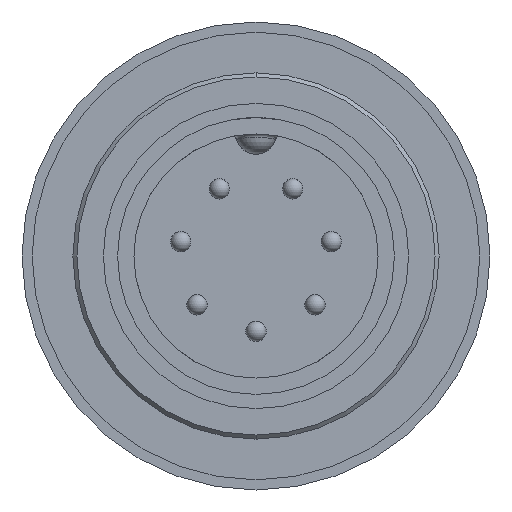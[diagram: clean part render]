
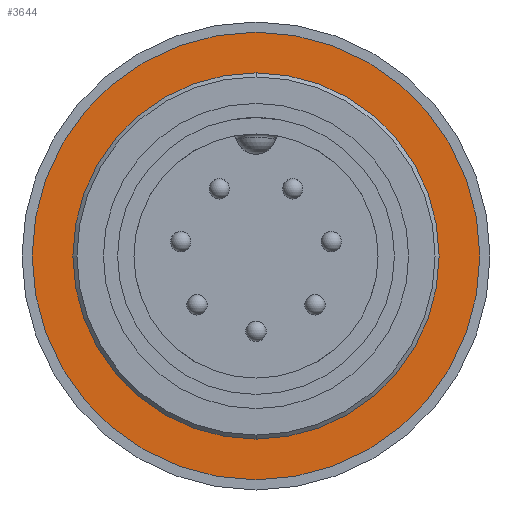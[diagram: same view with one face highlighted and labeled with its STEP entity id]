
A CAD part, front view. The second image highlights one B-rep face of the part: STEP entity #3644.
In plain terms, the highlighted planar face has unit normal (0, -1, 0).
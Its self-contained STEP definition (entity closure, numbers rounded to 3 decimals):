
#91=CARTESIAN_POINT('',(0.0,8.,5.5));
#92=VERTEX_POINT('',#91);
#101=CARTESIAN_POINT('',(0.,8.,-5.5));
#102=VERTEX_POINT('',#101);
#103=CARTESIAN_POINT('',(0.0,8.,0.));
#104=DIRECTION('',(0.0,1.0,0.0));
#105=DIRECTION('',(0.0,0.0,1.0));
#106=AXIS2_PLACEMENT_3D('',#103,#104,#105);
#107=CIRCLE('',#106,5.5);
#108=EDGE_CURVE('',#92,#102,#107,.T.);
#135=CARTESIAN_POINT('',(0.0,8.,4.));
#136=VERTEX_POINT('',#135);
#152=CARTESIAN_POINT('',(0.,8.,-4.));
#153=VERTEX_POINT('',#152);
#160=CARTESIAN_POINT('',(0.0,8.,0.));
#161=DIRECTION('',(0.0,1.0,0.0));
#162=DIRECTION('',(0.0,0.0,1.0));
#163=AXIS2_PLACEMENT_3D('',#160,#161,#162);
#164=CIRCLE('',#163,4.0);
#165=EDGE_CURVE('',#136,#153,#164,.T.);
#3613=CARTESIAN_POINT('',(0.0,8.,0.));
#3614=DIRECTION('',(0.0,1.0,0.0));
#3615=DIRECTION('',(0.0,0.0,1.0));
#3616=AXIS2_PLACEMENT_3D('',#3613,#3614,#3615);
#3617=CIRCLE('',#3616,4.0);
#3618=EDGE_CURVE('',#153,#136,#3617,.T.);
#3625=CARTESIAN_POINT('',(0.0,8.,4.75));
#3626=DIRECTION('',(0.0,-1.0,0.0));
#3627=DIRECTION('',(0.0,0.0,-1.0));
#3628=AXIS2_PLACEMENT_3D('',#3625,#3626,#3627);
#3629=PLANE('',#3628);
#3630=ORIENTED_EDGE('',*,*,#108,.F.);
#3631=CARTESIAN_POINT('',(0.0,8.,0.));
#3632=DIRECTION('',(0.0,1.0,0.0));
#3633=DIRECTION('',(0.0,0.0,1.0));
#3634=AXIS2_PLACEMENT_3D('',#3631,#3632,#3633);
#3635=CIRCLE('',#3634,5.5);
#3636=EDGE_CURVE('',#102,#92,#3635,.T.);
#3637=ORIENTED_EDGE('',*,*,#3636,.F.);
#3638=EDGE_LOOP('',(#3630,#3637));
#3639=FACE_OUTER_BOUND('',#3638,.T.);
#3640=ORIENTED_EDGE('',*,*,#165,.T.);
#3641=ORIENTED_EDGE('',*,*,#3618,.T.);
#3642=EDGE_LOOP('',(#3640,#3641));
#3643=FACE_BOUND('',#3642,.T.);
#3644=ADVANCED_FACE('',(#3639,#3643),#3629,.T.);
